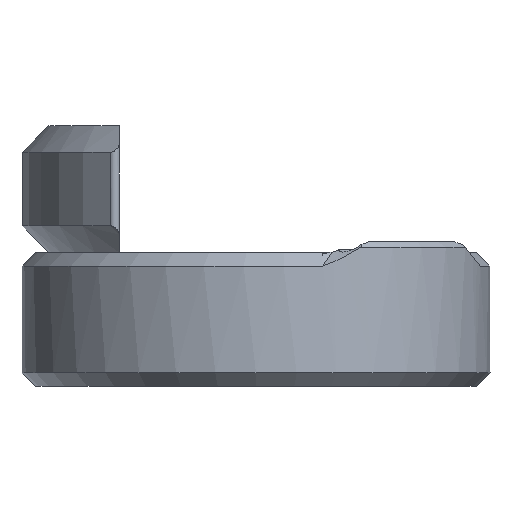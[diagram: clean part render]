
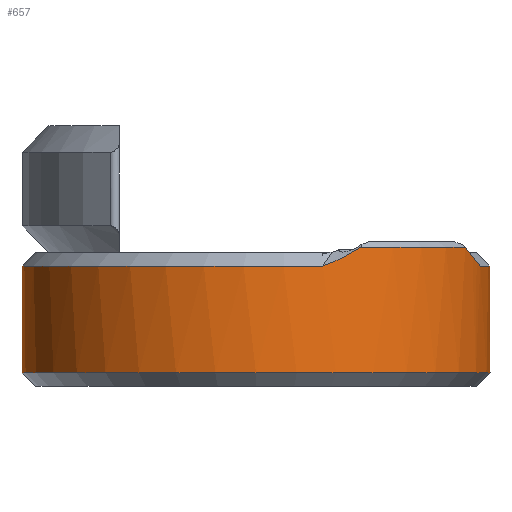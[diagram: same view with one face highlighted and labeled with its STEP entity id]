
A CAD part, front view. The second image highlights one B-rep face of the part: STEP entity #657.
In plain terms, the highlighted cylindrical face has radius 17.5 mm (diameter 35 mm), a full revolution.
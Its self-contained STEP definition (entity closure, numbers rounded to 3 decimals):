
#65=FACE_OUTER_BOUND('',#100,.T.);
#100=EDGE_LOOP('',(#527,#528,#529,#530,#531,#532,#533,#534));
#135=CIRCLE('',#724,17.5);
#136=CIRCLE('',#726,17.5);
#137=CIRCLE('',#727,17.5);
#138=CIRCLE('',#728,17.5);
#171=LINE('',#1173,#204);
#204=VECTOR('',#856,17.5);
#229=B_SPLINE_CURVE_WITH_KNOTS('',3,(#1176,#1177,#1178,#1179,#1180,#1181),
 .UNSPECIFIED.,.F.,.F.,(4,2,4),(0.152,0.239,0.419),
 .UNSPECIFIED.);
#230=B_SPLINE_CURVE_WITH_KNOTS('',3,(#1183,#1184,#1185,#1186),
 .UNSPECIFIED.,.F.,.F.,(4,4),(-0.405,-0.066),
 .UNSPECIFIED.);
#290=VERTEX_POINT('',#1158);
#291=VERTEX_POINT('',#1163);
#292=VERTEX_POINT('',#1170);
#293=VERTEX_POINT('',#1172);
#294=VERTEX_POINT('',#1174);
#295=VERTEX_POINT('',#1182);
#378=EDGE_CURVE('',#290,#291,#135,.T.);
#380=EDGE_CURVE('',#292,#292,#136,.T.);
#381=EDGE_CURVE('',#292,#293,#171,.T.);
#382=EDGE_CURVE('',#294,#293,#137,.T.);
#383=EDGE_CURVE('',#291,#294,#229,.T.);
#384=EDGE_CURVE('',#295,#290,#230,.F.);
#385=EDGE_CURVE('',#293,#295,#138,.T.);
#527=ORIENTED_EDGE('',*,*,#380,.F.);
#528=ORIENTED_EDGE('',*,*,#381,.T.);
#529=ORIENTED_EDGE('',*,*,#382,.F.);
#530=ORIENTED_EDGE('',*,*,#383,.F.);
#531=ORIENTED_EDGE('',*,*,#378,.F.);
#532=ORIENTED_EDGE('',*,*,#384,.F.);
#533=ORIENTED_EDGE('',*,*,#385,.F.);
#534=ORIENTED_EDGE('',*,*,#381,.F.);
#632=CYLINDRICAL_SURFACE('',#725,17.5);
#657=ADVANCED_FACE('',(#65),#632,.T.);
#724=AXIS2_PLACEMENT_3D('',#1164,#850,#851);
#725=AXIS2_PLACEMENT_3D('',#1169,#852,#853);
#726=AXIS2_PLACEMENT_3D('',#1171,#854,#855);
#727=AXIS2_PLACEMENT_3D('',#1175,#857,#858);
#728=AXIS2_PLACEMENT_3D('',#1187,#859,#860);
#850=DIRECTION('center_axis',(0.,0.,
1.));
#851=DIRECTION('ref_axis',(0.,-1.,0.));
#852=DIRECTION('center_axis',(0.,0.,-1.));
#853=DIRECTION('ref_axis',(0.,-1.,0.));
#854=DIRECTION('center_axis',(0.,0.,-1.));
#855=DIRECTION('ref_axis',(0.,-1.,0.));
#856=DIRECTION('',(0.,0.,1.));
#857=DIRECTION('center_axis',(0.,0.,
1.));
#858=DIRECTION('ref_axis',(0.,-1.,0.));
#859=DIRECTION('center_axis',(0.,0.,
1.));
#860=DIRECTION('ref_axis',(0.,-1.,0.));
#1158=CARTESIAN_POINT('',(7.828,-15.652,10.399));
#1163=CARTESIAN_POINT('',(15.651,-7.828,10.4));
#1164=CARTESIAN_POINT('Origin',(0.,0.,10.4));
#1169=CARTESIAN_POINT('Origin',(0.,0.,19.5));
#1170=CARTESIAN_POINT('',(0.,17.5,1.));
#1171=CARTESIAN_POINT('Origin',(0.,0.,1.));
#1172=CARTESIAN_POINT('',(0.,17.5,9.));
#1173=CARTESIAN_POINT('',(0.,17.5,19.5));
#1174=CARTESIAN_POINT('',(16.771,-5.,9.));
#1175=CARTESIAN_POINT('Origin',(0.,0.,9.));
#1176=CARTESIAN_POINT('Ctrl Pts',(15.651,-7.828,10.4));
#1177=CARTESIAN_POINT('Ctrl Pts',(15.784,-7.563,10.228));
#1178=CARTESIAN_POINT('Ctrl Pts',(15.918,-7.279,10.059));
#1179=CARTESIAN_POINT('Ctrl Pts',(16.318,-6.358,9.559));
#1180=CARTESIAN_POINT('Ctrl Pts',(16.565,-5.691,9.256));
#1181=CARTESIAN_POINT('Ctrl Pts',(16.771,-5.,9.));
#1182=CARTESIAN_POINT('',(5.,-16.771,9.));
#1183=CARTESIAN_POINT('Ctrl Pts',(7.827,-15.652,10.399));
#1184=CARTESIAN_POINT('Ctrl Pts',(6.942,-16.095,9.821));
#1185=CARTESIAN_POINT('Ctrl Pts',(6.01,-16.47,9.375));
#1186=CARTESIAN_POINT('Ctrl Pts',(5.,-16.771,9.));
#1187=CARTESIAN_POINT('Origin',(0.,0.,9.));
